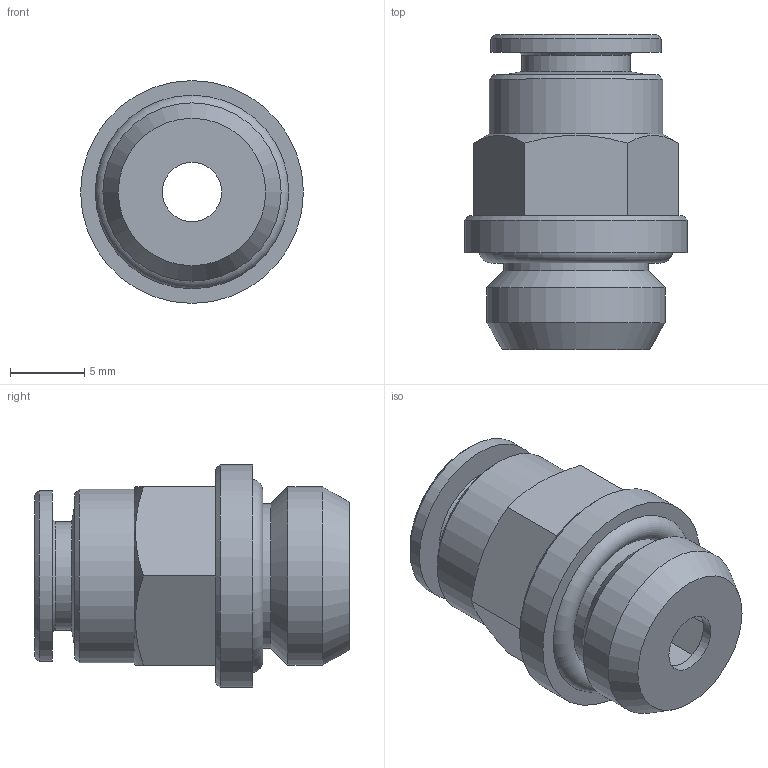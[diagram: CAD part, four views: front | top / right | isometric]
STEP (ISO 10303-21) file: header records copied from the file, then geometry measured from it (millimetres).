
FILE_DESCRIPTION(/* description */ ('STEP AP214'),/* implementation_level */ '2;1');
FILE_NAME(/* name */ 'A0020430',/* time_stamp */ '2023-04-06T13:13:55+02:00',/* author */ ('License CC BY-ND 4.0'),/* organization */ ('CADENAS'),/* preprocessor_version */ 'ST-DEVELOPER v19.3',/* originating_system */ 'PARTsolutions',/* authorisation */ ' ');
FILE_SCHEMA (('AUTOMOTIVE_DESIGN {1 0 10303 214 3 1 1}'));
Length unit declared in the file: millimetre
Products named in the file (1): A0020430
Bounding box: 15 x 21.2 x 15 mm (x, y, z)
Volume: 1849.2 mm3; surface area: 1626 mm2
Topology: 1 solids, 1 shells, 43 faces, 94 edges, 57 vertices
Faces by surface type: plane 24, cone 10, cylinder 8, torus 1
Full cylindrical faces by diameter (mm): 4 x1, 6.15 x1, 7.3 x1, 9.7 x1, 11.5 x1, 11.7 x1, 12 x1, 15 x1
Entity records: 1383 total; most frequent: CARTESIAN_POINT 216, DIRECTION 176, ORIENTED_EDGE 142, AXIS2_PLACEMENT_3D 73, EDGE_CURVE 71, EDGE_LOOP 68, FACE_BOUND 68, VERTEX_POINT 53
